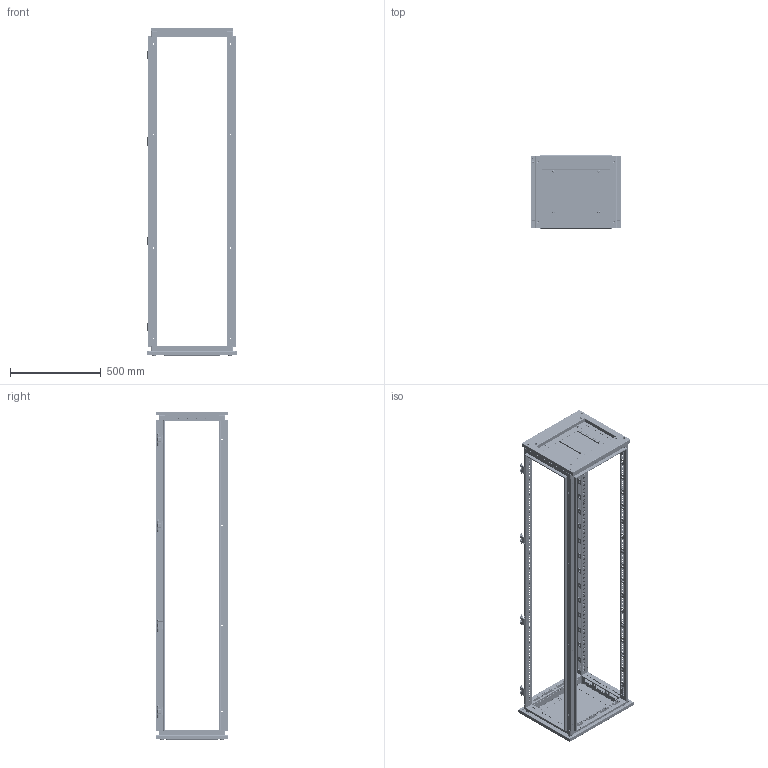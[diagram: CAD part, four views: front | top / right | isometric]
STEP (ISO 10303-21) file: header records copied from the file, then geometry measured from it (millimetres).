
FILE_DESCRIPTION (( 'STEP AP203' ), '1' );
FILE_NAME ('R5KTB45+R5KMDR18.step', '2011-02-16T14:53:11', ( 'User' ), ( 'DKC' ), 'SwSTEP 2.0', 'SolidWorks 2010', '' );
FILE_SCHEMA (( 'CONFIG_CONTROL_DESIGN' ));
Length unit declared in the file: millimetre
Products named in the file (29): AC00C254_Default; cerniera DAE_Default; Montante per quadro_1800; end-cap; land; sealant for roof_400x500; dado quadrato 11x11 M6_Default; gabbia M6_Default; Dado gabbia 11x11 M6; Rounded head screw with cross slot M6 x 12_ISO 7045 - M6 x 12 - Z --- 12S; Flangia apertura tetto per risalita cavi_400x500; Sviluppo tetto per risalita cavi da_400x500; Button head screw with recessed hexahedron M12 x 20 _ISO 7380 - M12 x 20 --- 20S; AC00C469D_Default; AC00C469S_Default; Traversa frontale per quadro largh._400; Traversa laterale per quadro prof_500; sealant for base_400x500; Assem roof_KTB45; Acc00c561_Default; Flange nut M6_ISO 7044-M6-S; Capscrew with recessed hexahedron M6 x 10_ISO 4762 M6 x 10 --- 10S; Traversa inferiore tenuta fondo_500; Fondo per quadro da_400x145; Fondo per quadro da_400x95; Lamiera laterale per fondo da_500; Lamiera trasversale per fondo da_400; Assem base_KTB45; R5KTB45+R5KMDR18
Assembly tree (78 placements, depth 4):
  R5KTB45+R5KMDR18
    cerniera DAE_Default  x4
    Montante per quadro_1800  x4
    Assem roof_KTB45
      sealant for base_400x500
      Button head screw with recessed hexahedron M12 x 20 _ISO 7380 - M12 x 20 --- 20S  x4
      Dado gabbia 11x11 M6  x6
        gabbia M6_Default
        dado quadrato 11x11 M6_Default
      Sviluppo tetto per risalita cavi da_400x500
      Rounded head screw with cross slot M6 x 12_ISO 7045 - M6 x 12 - Z --- 12S  x6
      AC00C469S_Default  x2
      AC00C469D_Default  x2
      Flangia apertura tetto per risalita cavi_400x500
      Traversa laterale per quadro prof_500  x2
      sealant for roof_400x500
      land
      Traversa frontale per quadro largh._400  x2
      end-cap
    Assem base_KTB45
      Lamiera laterale per fondo da_500  x2
      Traversa frontale per quadro largh._400  x2
      Traversa inferiore tenuta fondo_500  x2
      Flange nut M6_ISO 7044-M6-S  x4
      Traversa laterale per quadro prof_500  x2
      AC00C469S_Default  x2
      Fondo per quadro da_400x145  x2
      Lamiera trasversale per fondo da_400  x2
      Acc00c561_Default  x6
      sealant for base_400x500
      Capscrew with recessed hexahedron M6 x 10_ISO 4762 M6 x 10 --- 10S  x4
      Fondo per quadro da_400x95
      AC00C469D_Default  x2
    AC00C254_Default  x4
Bounding box: 499 x 400.5 x 1814.1 mm (x, y, z)
Volume: 4250682.4 mm3; surface area: 5042363.6 mm2
Topology: 81 solids, 81 shells, 13392 faces, 35837 edges, 22739 vertices
Faces by surface type: plane 7147, cylinder 3874, cone 1464, bspline 551, torus 248, sphere 108
Entity records: 136221 total; most frequent: CARTESIAN_POINT 36400, ORIENTED_EDGE 20526, DIRECTION 18895, EDGE_CURVE 10263, VERTEX_POINT 6545, VECTOR 6345, LINE 6345, AXIS2_PLACEMENT_3D 6275
